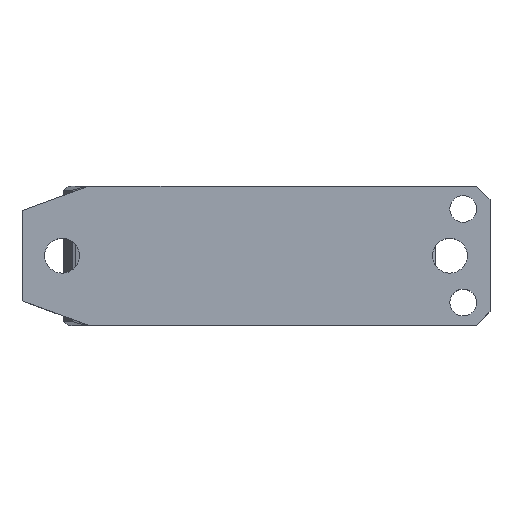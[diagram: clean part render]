
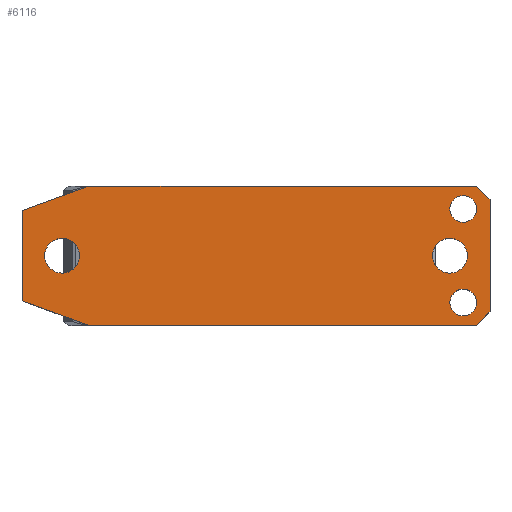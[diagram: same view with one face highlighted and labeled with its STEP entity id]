
A CAD part, top view. The second image highlights one B-rep face of the part: STEP entity #6116.
In plain terms, the highlighted planar face has unit normal (0, 0, 1).
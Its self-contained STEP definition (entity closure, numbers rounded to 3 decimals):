
#3664=CARTESIAN_POINT('Vertex',(20.29,21.,58.62)) ;
#3667=CARTESIAN_POINT('Line Origine',(20.29,0.,58.62)) ;
#3671=CARTESIAN_POINT('Vertex',(20.29,-21.,58.62)) ;
#3691=CARTESIAN_POINT('Line Origine',(17.79,-23.5,58.62)) ;
#3695=CARTESIAN_POINT('Vertex',(15.29,-26.,58.62)) ;
#3722=CARTESIAN_POINT('Line Origine',(17.79,23.5,58.62)) ;
#3726=CARTESIAN_POINT('Vertex',(15.29,26.,58.62)) ;
#4017=CARTESIAN_POINT('Line Origine',(-57.21,-26.,58.62)) ;
#4021=CARTESIAN_POINT('Vertex',(-129.71,-26.,58.62)) ;
#4121=CARTESIAN_POINT('Line Origine',(-142.21,-21.45,58.62)) ;
#4125=CARTESIAN_POINT('Vertex',(-154.71,-16.901,58.62)) ;
#4194=CARTESIAN_POINT('Line Origine',(-154.71,0.,58.62)) ;
#4198=CARTESIAN_POINT('Vertex',(-154.71,16.901,58.62)) ;
#4232=CARTESIAN_POINT('Line Origine',(-142.21,21.45,58.62)) ;
#4236=CARTESIAN_POINT('Vertex',(-129.71,26.,58.62)) ;
#4375=CARTESIAN_POINT('Line Origine',(-57.21,26.,58.62)) ;
#4469=CARTESIAN_POINT('Vertex',(5.29,17.5,58.62)) ;
#4472=CARTESIAN_POINT('Axis2P3D Location',(10.29,17.5,58.62)) ;
#4476=CARTESIAN_POINT('Vertex',(15.29,17.5,58.62)) ;
#4501=CARTESIAN_POINT('Axis2P3D Location',(10.29,17.5,58.62)) ;
#4531=CARTESIAN_POINT('Vertex',(5.29,-17.5,58.62)) ;
#4534=CARTESIAN_POINT('Axis2P3D Location',(10.29,-17.5,58.62)) ;
#4538=CARTESIAN_POINT('Vertex',(15.29,-17.5,58.62)) ;
#4563=CARTESIAN_POINT('Axis2P3D Location',(10.29,-17.5,58.62)) ;
#5989=CARTESIAN_POINT('Vertex',(-146.21,0.,58.62)) ;
#5992=CARTESIAN_POINT('Axis2P3D Location',(-139.71,0.,58.62)) ;
#5996=CARTESIAN_POINT('Vertex',(-133.21,0.,58.62)) ;
#6016=CARTESIAN_POINT('Axis2P3D Location',(-139.71,0.,58.62)) ;
#6046=CARTESIAN_POINT('Vertex',(-1.21,0.,58.62)) ;
#6049=CARTESIAN_POINT('Axis2P3D Location',(5.29,0.,58.62)) ;
#6053=CARTESIAN_POINT('Vertex',(11.79,0.,58.62)) ;
#6073=CARTESIAN_POINT('Axis2P3D Location',(5.29,0.,58.62)) ;
#6085=CARTESIAN_POINT('Axis2P3D Location',(-154.71,26.,58.62)) ;
#3668=DIRECTION('Vector Direction',(0.,-1.,0.)) ;
#3692=DIRECTION('Vector Direction',(0.707,0.707,0.)) ;
#3723=DIRECTION('Vector Direction',(-0.707,0.707,0.)) ;
#4018=DIRECTION('Vector Direction',(1.,0.,0.)) ;
#4122=DIRECTION('Vector Direction',(0.94,-0.342,0.)) ;
#4195=DIRECTION('Vector Direction',(0.,-1.,0.)) ;
#4233=DIRECTION('Vector Direction',(0.94,0.342,0.)) ;
#4376=DIRECTION('Vector Direction',(1.,0.,0.)) ;
#4473=DIRECTION('Axis2P3D Direction',(-0.,0.,1.)) ;
#4502=DIRECTION('Axis2P3D Direction',(-0.,0.,1.)) ;
#4535=DIRECTION('Axis2P3D Direction',(-0.,0.,1.)) ;
#4564=DIRECTION('Axis2P3D Direction',(-0.,0.,1.)) ;
#5993=DIRECTION('Axis2P3D Direction',(0.,-0.,1.)) ;
#6017=DIRECTION('Axis2P3D Direction',(0.,-0.,1.)) ;
#6050=DIRECTION('Axis2P3D Direction',(0.,-0.,1.)) ;
#6074=DIRECTION('Axis2P3D Direction',(0.,-0.,1.)) ;
#6086=DIRECTION('Axis2P3D Direction',(0.,0.,-1.)) ;
#6087=DIRECTION('Axis2P3D XDirection',(-1.,0.,0.)) ;
#4474=AXIS2_PLACEMENT_3D('Circle Axis2P3D',#4472,#4473,$) ;
#4503=AXIS2_PLACEMENT_3D('Circle Axis2P3D',#4501,#4502,$) ;
#4536=AXIS2_PLACEMENT_3D('Circle Axis2P3D',#4534,#4535,$) ;
#4565=AXIS2_PLACEMENT_3D('Circle Axis2P3D',#4563,#4564,$) ;
#5994=AXIS2_PLACEMENT_3D('Circle Axis2P3D',#5992,#5993,$) ;
#6018=AXIS2_PLACEMENT_3D('Circle Axis2P3D',#6016,#6017,$) ;
#6051=AXIS2_PLACEMENT_3D('Circle Axis2P3D',#6049,#6050,$) ;
#6075=AXIS2_PLACEMENT_3D('Circle Axis2P3D',#6073,#6074,$) ;
#6088=AXIS2_PLACEMENT_3D('Plane Axis2P3D',#6085,#6086,#6087) ;
#6091=ORIENTED_EDGE('',*,*,#3673,.F.) ;
#6092=ORIENTED_EDGE('',*,*,#3728,.T.) ;
#6093=ORIENTED_EDGE('',*,*,#4379,.T.) ;
#6094=ORIENTED_EDGE('',*,*,#4238,.F.) ;
#6095=ORIENTED_EDGE('',*,*,#4200,.T.) ;
#6096=ORIENTED_EDGE('',*,*,#4127,.T.) ;
#6097=ORIENTED_EDGE('',*,*,#4023,.F.) ;
#6098=ORIENTED_EDGE('',*,*,#3697,.T.) ;
#6101=ORIENTED_EDGE('',*,*,#6020,.F.) ;
#6102=ORIENTED_EDGE('',*,*,#5998,.F.) ;
#6105=ORIENTED_EDGE('',*,*,#4505,.F.) ;
#6106=ORIENTED_EDGE('',*,*,#4478,.F.) ;
#6109=ORIENTED_EDGE('',*,*,#4567,.F.) ;
#6110=ORIENTED_EDGE('',*,*,#4540,.F.) ;
#6113=ORIENTED_EDGE('',*,*,#6055,.F.) ;
#6114=ORIENTED_EDGE('',*,*,#6077,.F.) ;
#6103=FACE_BOUND('',#6100,.T.) ;
#6107=FACE_BOUND('',#6104,.T.) ;
#6111=FACE_BOUND('',#6108,.T.) ;
#6115=FACE_BOUND('',#6112,.T.) ;
#3669=VECTOR('Line Direction',#3668,1.) ;
#3693=VECTOR('Line Direction',#3692,1.) ;
#3724=VECTOR('Line Direction',#3723,1.) ;
#4019=VECTOR('Line Direction',#4018,1.) ;
#4123=VECTOR('Line Direction',#4122,1.) ;
#4196=VECTOR('Line Direction',#4195,1.) ;
#4234=VECTOR('Line Direction',#4233,1.) ;
#4377=VECTOR('Line Direction',#4376,1.) ;
#6116=ADVANCED_FACE('CAM HOLDER',(#6099,#6103,#6107,#6111,#6115),#6089,.F.) ;
#4475=CIRCLE('generated circle',#4474,5.) ;
#4504=CIRCLE('generated circle',#4503,5.) ;
#4537=CIRCLE('generated circle',#4536,5.) ;
#4566=CIRCLE('generated circle',#4565,5.) ;
#5995=CIRCLE('generated circle',#5994,6.5) ;
#6019=CIRCLE('generated circle',#6018,6.5) ;
#6052=CIRCLE('generated circle',#6051,6.5) ;
#6076=CIRCLE('generated circle',#6075,6.5) ;
#3673=EDGE_CURVE('',#3665,#3672,#3670,.T.) ;
#3697=EDGE_CURVE('',#3696,#3672,#3694,.T.) ;
#3728=EDGE_CURVE('',#3665,#3727,#3725,.T.) ;
#4023=EDGE_CURVE('',#3696,#4022,#4020,.F.) ;
#4127=EDGE_CURVE('',#4126,#4022,#4124,.T.) ;
#4200=EDGE_CURVE('',#4199,#4126,#4197,.T.) ;
#4238=EDGE_CURVE('',#4199,#4237,#4235,.T.) ;
#4379=EDGE_CURVE('',#3727,#4237,#4378,.F.) ;
#4478=EDGE_CURVE('',#4470,#4477,#4475,.T.) ;
#4505=EDGE_CURVE('',#4477,#4470,#4504,.T.) ;
#4540=EDGE_CURVE('',#4532,#4539,#4537,.T.) ;
#4567=EDGE_CURVE('',#4539,#4532,#4566,.T.) ;
#5998=EDGE_CURVE('',#5990,#5997,#5995,.T.) ;
#6020=EDGE_CURVE('',#5997,#5990,#6019,.T.) ;
#6055=EDGE_CURVE('',#6047,#6054,#6052,.T.) ;
#6077=EDGE_CURVE('',#6054,#6047,#6076,.T.) ;
#6090=EDGE_LOOP('',(#6091,#6092,#6093,#6094,#6095,#6096,#6097,#6098)) ;
#6100=EDGE_LOOP('',(#6101,#6102)) ;
#6104=EDGE_LOOP('',(#6105,#6106)) ;
#6108=EDGE_LOOP('',(#6109,#6110)) ;
#6112=EDGE_LOOP('',(#6113,#6114)) ;
#6099=FACE_OUTER_BOUND('',#6090,.T.) ;
#3670=LINE('Line',#3667,#3669) ;
#3694=LINE('Line',#3691,#3693) ;
#3725=LINE('Line',#3722,#3724) ;
#4020=LINE('Line',#4017,#4019) ;
#4124=LINE('Line',#4121,#4123) ;
#4197=LINE('Line',#4194,#4196) ;
#4235=LINE('Line',#4232,#4234) ;
#4378=LINE('Line',#4375,#4377) ;
#6089=PLANE('Plane',#6088) ;
#3665=VERTEX_POINT('',#3664) ;
#3672=VERTEX_POINT('',#3671) ;
#3696=VERTEX_POINT('',#3695) ;
#3727=VERTEX_POINT('',#3726) ;
#4022=VERTEX_POINT('',#4021) ;
#4126=VERTEX_POINT('',#4125) ;
#4199=VERTEX_POINT('',#4198) ;
#4237=VERTEX_POINT('',#4236) ;
#4470=VERTEX_POINT('',#4469) ;
#4477=VERTEX_POINT('',#4476) ;
#4532=VERTEX_POINT('',#4531) ;
#4539=VERTEX_POINT('',#4538) ;
#5990=VERTEX_POINT('',#5989) ;
#5997=VERTEX_POINT('',#5996) ;
#6047=VERTEX_POINT('',#6046) ;
#6054=VERTEX_POINT('',#6053) ;
